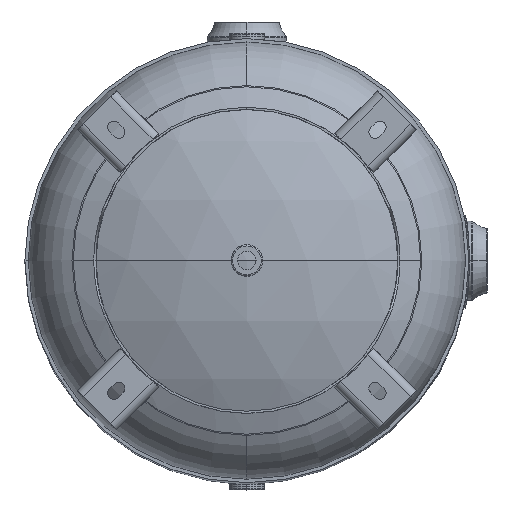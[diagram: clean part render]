
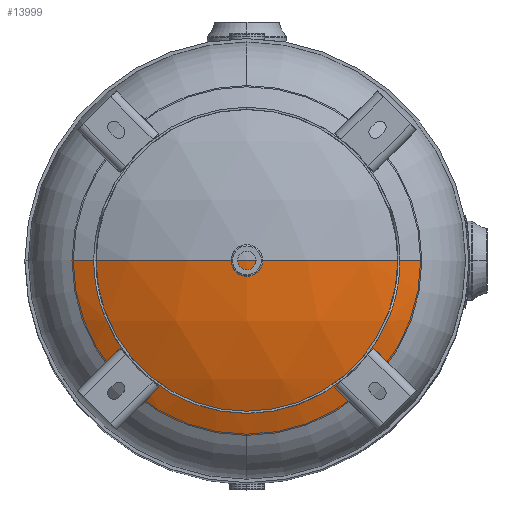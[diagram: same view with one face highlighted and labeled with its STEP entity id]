
A CAD part, top view. The second image highlights one B-rep face of the part: STEP entity #13999.
In plain terms, the highlighted spherical face has radius 457.2 mm.
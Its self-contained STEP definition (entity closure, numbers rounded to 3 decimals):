
#248 = VERTEX_POINT ( 'NONE', #504 ) ;
#504 = CARTESIAN_POINT ( 'NONE',  ( 0., 0., 609.6 ) ) ;
#645 = CIRCLE ( 'NONE', #7887, 457.2 ) ;
#724 = CARTESIAN_POINT ( 'NONE',  ( 0., 0., 561.963 ) ) ;
#1185 = AXIS2_PLACEMENT_3D ( 'NONE', #9547, #12677, #20989 ) ;
#2023 = CIRCLE ( 'NONE', #4816, 203.2 ) ;
#2077 = CARTESIAN_POINT ( 'NONE',  ( 203.2, 0., 561.963 ) ) ;
#2289 = CARTESIAN_POINT ( 'NONE',  ( 0., 0., 561.963 ) ) ;
#2702 = EDGE_CURVE ( 'NONE', #7679, #17155, #2023, .T. ) ;
#3231 = VERTEX_POINT ( 'NONE', #13410 ) ;
#3741 = DIRECTION ( 'NONE',  ( 0., 1., 0. ) ) ;
#4133 = CIRCLE ( 'NONE', #4803, 203.2 ) ;
#4803 = AXIS2_PLACEMENT_3D ( 'NONE', #2289, #5652, #18817 ) ;
#4816 = AXIS2_PLACEMENT_3D ( 'NONE', #724, #16638, #18227 ) ;
#5317 = EDGE_CURVE ( 'NONE', #248, #7679, #645, .T. ) ;
#5652 = DIRECTION ( 'NONE',  ( 0., 0., -1. ) ) ;
#6328 = FACE_OUTER_BOUND ( 'NONE', #20583, .T. ) ;
#6571 = ORIENTED_EDGE ( 'NONE', *, *, #7746, .F. ) ;
#6968 = DIRECTION ( 'NONE',  ( 0., 0., 1. ) ) ;
#7679 = VERTEX_POINT ( 'NONE', #2077 ) ;
#7746 = EDGE_CURVE ( 'NONE', #17155, #3231, #4133, .T. ) ;
#7887 = AXIS2_PLACEMENT_3D ( 'NONE', #14908, #3741, #6968 ) ;
#8880 = EDGE_CURVE ( 'NONE', #248, #3231, #16526, .T. ) ;
#9226 = SPHERICAL_SURFACE ( 'NONE', #1185, 457.2 ) ;
#9291 = DIRECTION ( 'NONE',  ( 1., 0., 0. ) ) ;
#9547 = CARTESIAN_POINT ( 'NONE',  ( 0., 0., 152.4 ) ) ;
#9728 = CARTESIAN_POINT ( 'NONE',  ( 0., -203.2, 561.963 ) ) ;
#12677 = DIRECTION ( 'NONE',  ( 0., -1., 0. ) ) ;
#12852 = CARTESIAN_POINT ( 'NONE',  ( 0., 0., 152.4 ) ) ;
#13410 = CARTESIAN_POINT ( 'NONE',  ( -203.2, 0., 561.963 ) ) ;
#13999 = ADVANCED_FACE ( 'NONE', ( #6328 ), #9226, .T. ) ;
#14146 = AXIS2_PLACEMENT_3D ( 'NONE', #12852, #20943, #9291 ) ;
#14165 = ORIENTED_EDGE ( 'NONE', *, *, #5317, .F. ) ;
#14838 = ORIENTED_EDGE ( 'NONE', *, *, #2702, .F. ) ;
#14908 = CARTESIAN_POINT ( 'NONE',  ( 0., 0., 152.4 ) ) ;
#16526 = CIRCLE ( 'NONE', #14146, 457.2 ) ;
#16638 = DIRECTION ( 'NONE',  ( 0., 0., -1. ) ) ;
#16892 = ORIENTED_EDGE ( 'NONE', *, *, #8880, .T. ) ;
#17155 = VERTEX_POINT ( 'NONE', #9728 ) ;
#18227 = DIRECTION ( 'NONE',  ( 0., 1., 0. ) ) ;
#18817 = DIRECTION ( 'NONE',  ( 0., 1., 0. ) ) ;
#20583 = EDGE_LOOP ( 'NONE', ( #14165, #16892, #6571, #14838 ) ) ;
#20943 = DIRECTION ( 'NONE',  ( 0., -1., 0. ) ) ;
#20989 = DIRECTION ( 'NONE',  ( 1., 0., 0. ) ) ;
